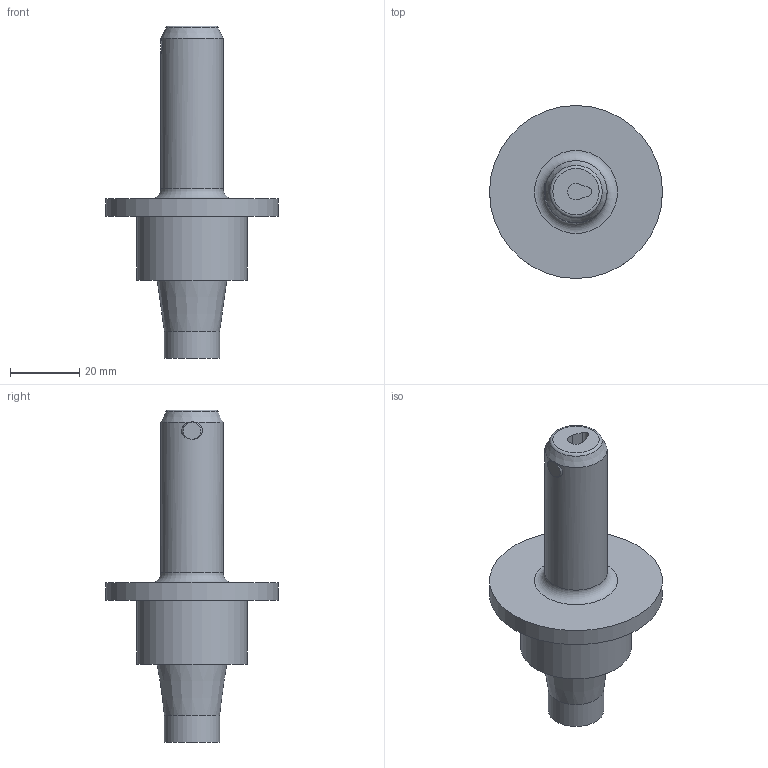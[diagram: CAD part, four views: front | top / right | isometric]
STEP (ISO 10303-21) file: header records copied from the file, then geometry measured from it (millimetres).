
FILE_DESCRIPTION(/* description */ (''),/* implementation_level */ '2;1');
FILE_NAME(/* name */ '10010454575_stp.stp',/* time_stamp */ '2017-05-24T12:50:10+02:00',/* author */ (''),/* organization */ (''),/* preprocessor_version */ 'ST-DEVELOPER v15',/* originating_system */ 'SIEMENS PLM Software NX 9.0',/* authorisation */ '');
FILE_SCHEMA (('AUTOMOTIVE_DESIGN { 1 0 10303 214 3 1 1 1 }'));
Length unit declared in the file: millimetre
Products named in the file (1): reic1E8CB3C2fyeq
Bounding box: 50 x 50 x 96 mm (x, y, z)
Volume: 42440.1 mm3; surface area: 10580.2 mm2
Topology: 1 solids, 1 shells, 22 faces, 44 edges, 28 vertices
Faces by surface type: plane 9, cylinder 8, cone 3, torus 2
Full cylindrical faces by diameter (mm): 16 x1, 18 x1, 32 x1, 50 x1
Entity records: 655 total; most frequent: CARTESIAN_POINT 152, DIRECTION 92, ORIENTED_EDGE 68, AXIS2_PLACEMENT_3D 42, EDGE_LOOP 34, EDGE_CURVE 34, VERTEX_POINT 26, FACE_BOUND 24
